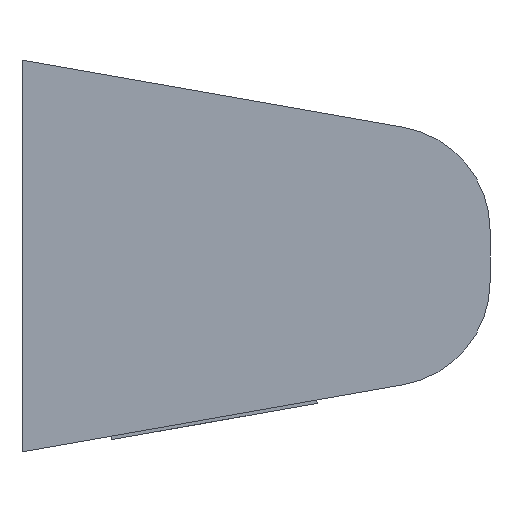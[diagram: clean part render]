
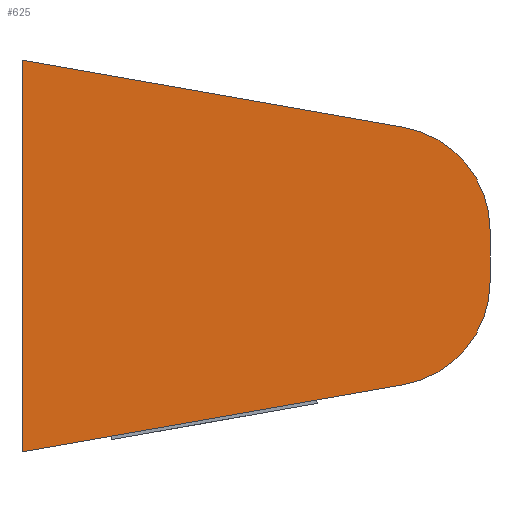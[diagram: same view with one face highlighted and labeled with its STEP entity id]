
A CAD part, front view. The second image highlights one B-rep face of the part: STEP entity #625.
In plain terms, the highlighted planar face has unit normal (0, -1, 0).
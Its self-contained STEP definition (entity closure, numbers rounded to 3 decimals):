
#112 = CARTESIAN_POINT ( 'NONE',  ( 135., 0., -64.023 ) ) ;
#170 = CARTESIAN_POINT ( 'NONE',  ( 135., 0., -48.977 ) ) ;
#199 = EDGE_LOOP ( 'NONE', ( #757, #317, #737, #670, #235, #639 ) ) ;
#235 = ORIENTED_EDGE ( 'NONE', *, *, #686, .T. ) ;
#247 = DIRECTION ( 'NONE',  ( 0., 1., 0. ) ) ;
#281 = CARTESIAN_POINT ( 'NONE',  ( 110.209, 0., -19.433 ) ) ;
#313 = CARTESIAN_POINT ( 'NONE',  ( 135., 0., 0. ) ) ;
#317 = ORIENTED_EDGE ( 'NONE', *, *, #341, .T. ) ;
#341 = EDGE_CURVE ( 'NONE', #612, #600, #854, .T. ) ;
#347 = EDGE_CURVE ( 'NONE', #739, #600, #649, .T. ) ;
#356 = EDGE_CURVE ( 'NONE', #739, #695, #575, .T. ) ;
#359 = EDGE_CURVE ( 'NONE', #694, #678, #579, .T. ) ;
#370 = EDGE_CURVE ( 'NONE', #612, #678, #573, .T. ) ;
#387 = FACE_OUTER_BOUND ( 'NONE', #199, .T. ) ;
#416 = VECTOR ( 'NONE', #617, 1000. ) ;
#418 = LINE ( 'NONE', #618, #416 ) ;
#422 = DIRECTION ( 'NONE',  ( 0., -1., 0. ) ) ;
#468 = DIRECTION ( 'NONE',  ( 0., 0., -1. ) ) ;
#478 = DIRECTION ( 'NONE',  ( 0., 0., -1. ) ) ;
#489 = CARTESIAN_POINT ( 'NONE',  ( 0., 0., 0. ) ) ;
#530 = DIRECTION ( 'NONE',  ( 0., 0., 1. ) ) ;
#540 = VECTOR ( 'NONE', #478, 1000. ) ;
#547 = CARTESIAN_POINT ( 'NONE',  ( 0., 0., 0. ) ) ;
#568 = DIRECTION ( 'NONE',  ( 0., -1., 0. ) ) ;
#573 = LINE ( 'NONE', #722, #540 ) ;
#575 = LINE ( 'NONE', #547, #591 ) ;
#579 = CIRCLE ( 'NONE', #730, 30. ) ;
#585 = DIRECTION ( 'NONE',  ( 0., 0., 1. ) ) ;
#589 = AXIS2_PLACEMENT_3D ( 'NONE', #313, #247, #530 ) ;
#591 = VECTOR ( 'NONE', #468, 1000. ) ;
#600 = VERTEX_POINT ( 'NONE', #281 ) ;
#605 = PLANE ( 'NONE',  #589 ) ;
#612 = VERTEX_POINT ( 'NONE', #170 ) ;
#615 = CARTESIAN_POINT ( 'NONE',  ( 0., 0., -113. ) ) ;
#617 = DIRECTION ( 'NONE',  ( 0.985, 0., 0.174 ) ) ;
#618 = CARTESIAN_POINT ( 'NONE',  ( 19.324, 0., -109.593 ) ) ;
#625 = ADVANCED_FACE ( 'NONE', ( #387 ), #605, .F. ) ;
#639 = ORIENTED_EDGE ( 'NONE', *, *, #359, .T. ) ;
#641 = VECTOR ( 'NONE', #762, 1000. ) ;
#649 = LINE ( 'NONE', #1030, #641 ) ;
#658 = CARTESIAN_POINT ( 'NONE',  ( 105., 0., -64.023 ) ) ;
#670 = ORIENTED_EDGE ( 'NONE', *, *, #356, .T. ) ;
#672 = CARTESIAN_POINT ( 'NONE',  ( 105., 0., -48.977 ) ) ;
#678 = VERTEX_POINT ( 'NONE', #112 ) ;
#686 = EDGE_CURVE ( 'NONE', #695, #694, #418, .T. ) ;
#694 = VERTEX_POINT ( 'NONE', #1046 ) ;
#695 = VERTEX_POINT ( 'NONE', #615 ) ;
#722 = CARTESIAN_POINT ( 'NONE',  ( 135., 0., 0. ) ) ;
#730 = AXIS2_PLACEMENT_3D ( 'NONE', #658, #422, #902 ) ;
#737 = ORIENTED_EDGE ( 'NONE', *, *, #347, .F. ) ;
#739 = VERTEX_POINT ( 'NONE', #489 ) ;
#757 = ORIENTED_EDGE ( 'NONE', *, *, #370, .F. ) ;
#762 = DIRECTION ( 'NONE',  ( 0.985, 0., -0.174 ) ) ;
#854 = CIRCLE ( 'NONE', #1016, 30. ) ;
#902 = DIRECTION ( 'NONE',  ( 0., 0., 1. ) ) ;
#1016 = AXIS2_PLACEMENT_3D ( 'NONE', #672, #568, #585 ) ;
#1030 = CARTESIAN_POINT ( 'NONE',  ( 0., 0., 0. ) ) ;
#1046 = CARTESIAN_POINT ( 'NONE',  ( 110.209, 0., -93.567 ) ) ;
